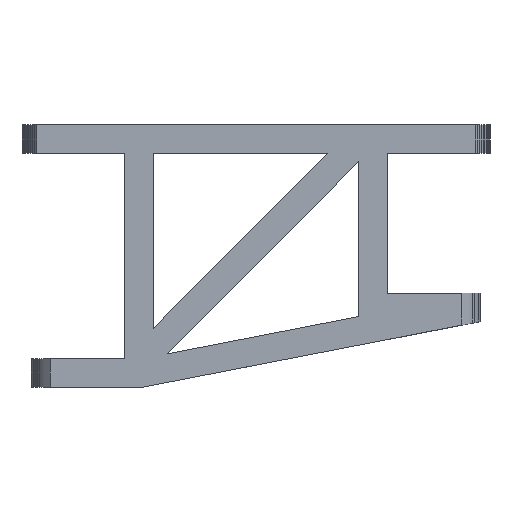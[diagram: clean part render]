
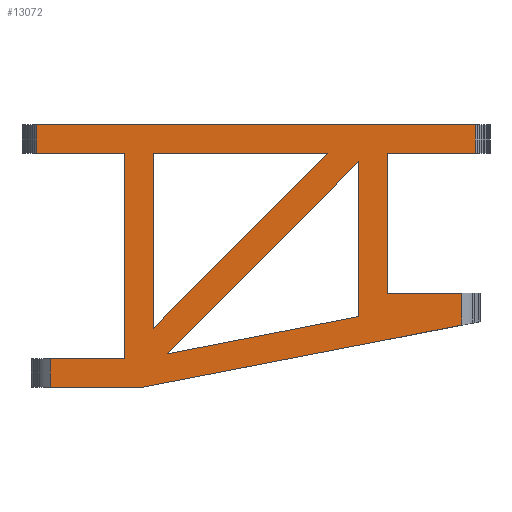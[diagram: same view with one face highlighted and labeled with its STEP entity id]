
A CAD part, front view. The second image highlights one B-rep face of the part: STEP entity #13072.
In plain terms, the highlighted free-form (B-spline) face has degree [3, 3] with [4, 4] control points.
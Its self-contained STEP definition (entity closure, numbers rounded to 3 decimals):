
#15=FACE_BOUND('',#1064,.T.);
#16=FACE_BOUND('',#1065,.T.);
#26=FACE_OUTER_BOUND('',#1063,.T.);
#1063=EDGE_LOOP('',(#7651,#7652,#7653,#7654,#7655,#7656,#7657,#7658,#7659,
#7660,#7661,#7662,#7663));
#1064=EDGE_LOOP('',(#7664,#7665,#7666));
#1065=EDGE_LOOP('',(#7667,#7668,#7669));
#2111=B_SPLINE_CURVE_WITH_KNOTS('',1,(#14150,#14151),.UNSPECIFIED.,.F.,
 .F.,(2,2),(0.,1.),.UNSPECIFIED.);
#2112=B_SPLINE_CURVE_WITH_KNOTS('',1,(#14153,#14154),.UNSPECIFIED.,.F.,
 .F.,(2,2),(0.,1.),.UNSPECIFIED.);
#2113=B_SPLINE_CURVE_WITH_KNOTS('',1,(#14156,#14157),.UNSPECIFIED.,.F.,
 .F.,(2,2),(0.,1.),.UNSPECIFIED.);
#2114=B_SPLINE_CURVE_WITH_KNOTS('',1,(#14159,#14160),.UNSPECIFIED.,.F.,
 .F.,(2,2),(0.,1.),.UNSPECIFIED.);
#2115=B_SPLINE_CURVE_WITH_KNOTS('',1,(#14162,#14163),.UNSPECIFIED.,.F.,
 .F.,(2,2),(0.,1.),.UNSPECIFIED.);
#2116=B_SPLINE_CURVE_WITH_KNOTS('',1,(#14165,#14166),.UNSPECIFIED.,.F.,
 .F.,(2,2),(0.,1.),.UNSPECIFIED.);
#2117=B_SPLINE_CURVE_WITH_KNOTS('',1,(#14168,#14169),.UNSPECIFIED.,.F.,
 .F.,(2,2),(0.,1.),.UNSPECIFIED.);
#2118=B_SPLINE_CURVE_WITH_KNOTS('',1,(#14171,#14172),.UNSPECIFIED.,.F.,
 .F.,(2,2),(0.,1.),.UNSPECIFIED.);
#2119=B_SPLINE_CURVE_WITH_KNOTS('',1,(#14174,#14175),.UNSPECIFIED.,.F.,
 .F.,(2,2),(0.,1.),.UNSPECIFIED.);
#2120=B_SPLINE_CURVE_WITH_KNOTS('',1,(#14177,#14178),.UNSPECIFIED.,.F.,
 .F.,(2,2),(0.,1.),.UNSPECIFIED.);
#2121=B_SPLINE_CURVE_WITH_KNOTS('',1,(#14180,#14181),.UNSPECIFIED.,.F.,
 .F.,(2,2),(0.,1.),.UNSPECIFIED.);
#2122=B_SPLINE_CURVE_WITH_KNOTS('',1,(#14183,#14184),.UNSPECIFIED.,.F.,
 .F.,(2,2),(0.,1.),.UNSPECIFIED.);
#2123=B_SPLINE_CURVE_WITH_KNOTS('',1,(#14185,#14186),.UNSPECIFIED.,.F.,
 .F.,(2,2),(0.,1.),.UNSPECIFIED.);
#2124=B_SPLINE_CURVE_WITH_KNOTS('',1,(#14189,#14190),.UNSPECIFIED.,.F.,
 .F.,(2,2),(0.,1.),.UNSPECIFIED.);
#2125=B_SPLINE_CURVE_WITH_KNOTS('',1,(#14192,#14193),.UNSPECIFIED.,.F.,
 .F.,(2,2),(0.,1.),.UNSPECIFIED.);
#2126=B_SPLINE_CURVE_WITH_KNOTS('',1,(#14194,#14195),.UNSPECIFIED.,.F.,
 .F.,(2,2),(0.,1.),.UNSPECIFIED.);
#2127=B_SPLINE_CURVE_WITH_KNOTS('',1,(#14198,#14199),.UNSPECIFIED.,.F.,
 .F.,(2,2),(0.,1.),.UNSPECIFIED.);
#2128=B_SPLINE_CURVE_WITH_KNOTS('',1,(#14201,#14202),.UNSPECIFIED.,.F.,
 .F.,(2,2),(0.,1.),.UNSPECIFIED.);
#2129=B_SPLINE_CURVE_WITH_KNOTS('',1,(#14203,#14204),.UNSPECIFIED.,.F.,
 .F.,(2,2),(0.,1.),.UNSPECIFIED.);
#4303=VERTEX_POINT('',#14148);
#4304=VERTEX_POINT('',#14149);
#4305=VERTEX_POINT('',#14152);
#4306=VERTEX_POINT('',#14155);
#4307=VERTEX_POINT('',#14158);
#4308=VERTEX_POINT('',#14161);
#4309=VERTEX_POINT('',#14164);
#4310=VERTEX_POINT('',#14167);
#4311=VERTEX_POINT('',#14170);
#4312=VERTEX_POINT('',#14173);
#4313=VERTEX_POINT('',#14176);
#4314=VERTEX_POINT('',#14179);
#4315=VERTEX_POINT('',#14182);
#4316=VERTEX_POINT('',#14187);
#4317=VERTEX_POINT('',#14188);
#4318=VERTEX_POINT('',#14191);
#4319=VERTEX_POINT('',#14196);
#4320=VERTEX_POINT('',#14197);
#4321=VERTEX_POINT('',#14200);
#5459=EDGE_CURVE('',#4303,#4304,#2111,.T.);
#5460=EDGE_CURVE('',#4304,#4305,#2112,.T.);
#5461=EDGE_CURVE('',#4305,#4306,#2113,.T.);
#5462=EDGE_CURVE('',#4306,#4307,#2114,.T.);
#5463=EDGE_CURVE('',#4307,#4308,#2115,.T.);
#5464=EDGE_CURVE('',#4308,#4309,#2116,.T.);
#5465=EDGE_CURVE('',#4309,#4310,#2117,.T.);
#5466=EDGE_CURVE('',#4310,#4311,#2118,.T.);
#5467=EDGE_CURVE('',#4311,#4312,#2119,.T.);
#5468=EDGE_CURVE('',#4312,#4313,#2120,.T.);
#5469=EDGE_CURVE('',#4313,#4314,#2121,.T.);
#5470=EDGE_CURVE('',#4314,#4315,#2122,.T.);
#5471=EDGE_CURVE('',#4315,#4303,#2123,.T.);
#5472=EDGE_CURVE('',#4316,#4317,#2124,.T.);
#5473=EDGE_CURVE('',#4317,#4318,#2125,.T.);
#5474=EDGE_CURVE('',#4318,#4316,#2126,.T.);
#5475=EDGE_CURVE('',#4319,#4320,#2127,.T.);
#5476=EDGE_CURVE('',#4320,#4321,#2128,.T.);
#5477=EDGE_CURVE('',#4321,#4319,#2129,.T.);
#7651=ORIENTED_EDGE('',*,*,#5459,.T.);
#7652=ORIENTED_EDGE('',*,*,#5460,.T.);
#7653=ORIENTED_EDGE('',*,*,#5461,.T.);
#7654=ORIENTED_EDGE('',*,*,#5462,.T.);
#7655=ORIENTED_EDGE('',*,*,#5463,.T.);
#7656=ORIENTED_EDGE('',*,*,#5464,.T.);
#7657=ORIENTED_EDGE('',*,*,#5465,.T.);
#7658=ORIENTED_EDGE('',*,*,#5466,.T.);
#7659=ORIENTED_EDGE('',*,*,#5467,.T.);
#7660=ORIENTED_EDGE('',*,*,#5468,.T.);
#7661=ORIENTED_EDGE('',*,*,#5469,.T.);
#7662=ORIENTED_EDGE('',*,*,#5470,.T.);
#7663=ORIENTED_EDGE('',*,*,#5471,.T.);
#7664=ORIENTED_EDGE('',*,*,#5472,.T.);
#7665=ORIENTED_EDGE('',*,*,#5473,.T.);
#7666=ORIENTED_EDGE('',*,*,#5474,.T.);
#7667=ORIENTED_EDGE('',*,*,#5475,.T.);
#7668=ORIENTED_EDGE('',*,*,#5476,.T.);
#7669=ORIENTED_EDGE('',*,*,#5477,.T.);
#12035=B_SPLINE_SURFACE_WITH_KNOTS('',3,3,((#14132,#14133,#14134,#14135),
(#14136,#14137,#14138,#14139),(#14140,#14141,#14142,#14143),(#14144,#14145,
#14146,#14147)),.UNSPECIFIED.,.F.,.F.,.F.,(4,4),(4,4),(0.,1.),(0.,1.),
 .UNSPECIFIED.);
#13072=ADVANCED_FACE('',(#26,#15,#16),#12035,.T.);
#14132=CARTESIAN_POINT('Ctrl Pts',(-863.753,0.,1118.08));
#14133=CARTESIAN_POINT('Ctrl Pts',(106.138,0.,1118.08));
#14134=CARTESIAN_POINT('Ctrl Pts',(1076.03,0.,1118.08));
#14135=CARTESIAN_POINT('Ctrl Pts',(2045.922,0.,1118.08));
#14136=CARTESIAN_POINT('Ctrl Pts',(-863.753,0.,148.188));
#14137=CARTESIAN_POINT('Ctrl Pts',(106.138,0.,148.188));
#14138=CARTESIAN_POINT('Ctrl Pts',(1076.03,0.,148.188));
#14139=CARTESIAN_POINT('Ctrl Pts',(2045.922,0.,148.188));
#14140=CARTESIAN_POINT('Ctrl Pts',(-863.753,0.,-821.704));
#14141=CARTESIAN_POINT('Ctrl Pts',(106.138,0.,-821.704));
#14142=CARTESIAN_POINT('Ctrl Pts',(1076.03,0.,-821.704));
#14143=CARTESIAN_POINT('Ctrl Pts',(2045.922,0.,-821.704));
#14144=CARTESIAN_POINT('Ctrl Pts',(-863.753,0.,-1791.596));
#14145=CARTESIAN_POINT('Ctrl Pts',(106.138,0.,-1791.596));
#14146=CARTESIAN_POINT('Ctrl Pts',(1076.03,0.,-1791.596));
#14147=CARTESIAN_POINT('Ctrl Pts',(2045.922,0.,-1791.596));
#14148=CARTESIAN_POINT('',(1204.152,0.,0.));
#14149=CARTESIAN_POINT('',(15.047,0.,0.));
#14150=CARTESIAN_POINT('Ctrl Pts',(1204.152,0.,0.));
#14151=CARTESIAN_POINT('Ctrl Pts',(15.047,0.,0.));
#14152=CARTESIAN_POINT('',(15.047,0.,-76.2));
#14153=CARTESIAN_POINT('Ctrl Pts',(15.047,0.,0.));
#14154=CARTESIAN_POINT('Ctrl Pts',(15.047,0.,-76.2));
#14155=CARTESIAN_POINT('',(254.,0.,-76.2));
#14156=CARTESIAN_POINT('Ctrl Pts',(15.047,0.,-76.2));
#14157=CARTESIAN_POINT('Ctrl Pts',(254.,0.,-76.2));
#14158=CARTESIAN_POINT('',(254.,0.,-635.));
#14159=CARTESIAN_POINT('Ctrl Pts',(254.,0.,-76.2));
#14160=CARTESIAN_POINT('Ctrl Pts',(254.,0.,-635.));
#14161=CARTESIAN_POINT('',(50.8,0.,-635.));
#14162=CARTESIAN_POINT('Ctrl Pts',(254.,0.,-635.));
#14163=CARTESIAN_POINT('Ctrl Pts',(50.8,0.,-635.));
#14164=CARTESIAN_POINT('',(50.8,0.,-711.2));
#14165=CARTESIAN_POINT('Ctrl Pts',(50.8,0.,-635.));
#14166=CARTESIAN_POINT('Ctrl Pts',(50.8,0.,-711.2));
#14167=CARTESIAN_POINT('',(304.8,0.,-711.2));
#14168=CARTESIAN_POINT('Ctrl Pts',(50.8,0.,-711.2));
#14169=CARTESIAN_POINT('Ctrl Pts',(304.8,0.,-711.2));
#14170=CARTESIAN_POINT('',(1168.4,0.,-543.278));
#14171=CARTESIAN_POINT('Ctrl Pts',(304.8,0.,-711.2));
#14172=CARTESIAN_POINT('Ctrl Pts',(1168.4,0.,-543.278));
#14173=CARTESIAN_POINT('',(1168.4,0.,-457.2));
#14174=CARTESIAN_POINT('Ctrl Pts',(1168.4,0.,-543.278));
#14175=CARTESIAN_POINT('Ctrl Pts',(1168.4,0.,-457.2));
#14176=CARTESIAN_POINT('',(965.2,0.,-457.2));
#14177=CARTESIAN_POINT('Ctrl Pts',(1168.4,0.,-457.2));
#14178=CARTESIAN_POINT('Ctrl Pts',(965.2,0.,-457.2));
#14179=CARTESIAN_POINT('',(965.2,0.,-76.2));
#14180=CARTESIAN_POINT('Ctrl Pts',(965.2,0.,-457.2));
#14181=CARTESIAN_POINT('Ctrl Pts',(965.2,0.,-76.2));
#14182=CARTESIAN_POINT('',(1204.152,0.,-76.2));
#14183=CARTESIAN_POINT('Ctrl Pts',(965.2,0.,-76.2));
#14184=CARTESIAN_POINT('Ctrl Pts',(1204.152,0.,-76.2));
#14185=CARTESIAN_POINT('Ctrl Pts',(1204.152,0.,-76.2));
#14186=CARTESIAN_POINT('Ctrl Pts',(1204.152,0.,0.));
#14187=CARTESIAN_POINT('',(889.,0.,-519.978));
#14188=CARTESIAN_POINT('',(368.911,0.,-621.107));
#14189=CARTESIAN_POINT('Ctrl Pts',(889.,0.,-519.978));
#14190=CARTESIAN_POINT('Ctrl Pts',(368.911,0.,-621.107));
#14191=CARTESIAN_POINT('',(889.,0.,-98.077));
#14192=CARTESIAN_POINT('Ctrl Pts',(368.911,0.,-621.107));
#14193=CARTESIAN_POINT('Ctrl Pts',(889.,0.,-98.077));
#14194=CARTESIAN_POINT('Ctrl Pts',(889.,0.,-98.077));
#14195=CARTESIAN_POINT('Ctrl Pts',(889.,0.,-519.978));
#14196=CARTESIAN_POINT('',(803.293,0.,-76.2));
#14197=CARTESIAN_POINT('',(330.2,0.,-551.968));
#14198=CARTESIAN_POINT('Ctrl Pts',(803.293,0.,-76.2));
#14199=CARTESIAN_POINT('Ctrl Pts',(330.2,0.,-551.968));
#14200=CARTESIAN_POINT('',(330.2,0.,-76.2));
#14201=CARTESIAN_POINT('Ctrl Pts',(330.2,0.,-551.968));
#14202=CARTESIAN_POINT('Ctrl Pts',(330.2,0.,-76.2));
#14203=CARTESIAN_POINT('Ctrl Pts',(330.2,0.,-76.2));
#14204=CARTESIAN_POINT('Ctrl Pts',(803.293,0.,-76.2));
